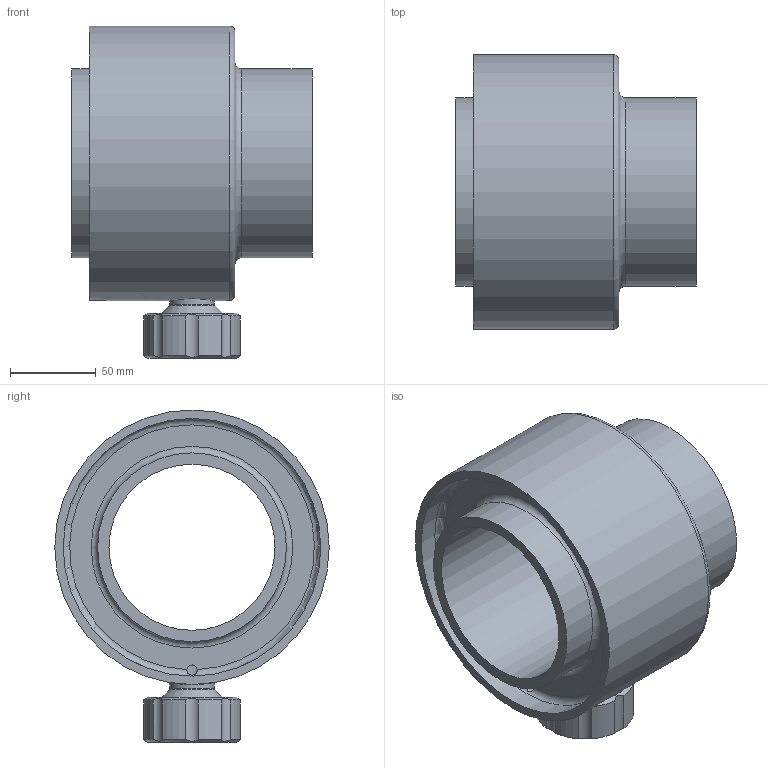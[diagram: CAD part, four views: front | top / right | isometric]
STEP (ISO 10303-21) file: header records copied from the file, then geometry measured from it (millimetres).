
FILE_DESCRIPTION(/* description */ ('STEP AP203'),/* implementation_level */ '2;1');
FILE_NAME(/* name */ 'AGRU_70196161237_Poly-Flo Measuring Fitting_with transition to single tube_PE 100-RC black_160_110 SDR33_17 (architecture400)',/* time_stamp */ '2022-10-26T14:16:49+02:00',/* author */ ('License CC BY-ND 4.0'),/* organization */ ('CADENAS'),/* preprocessor_version */ 'ST-DEVELOPER v18.102',/* originating_system */ 'PARTsolutions',/* authorisation */ ' ');
FILE_SCHEMA (('CONFIG_CONTROL_DESIGN'));
Length unit declared in the file: millimetre
Products named in the file (1): AGRU_70196161237_Poly-Flo Measuring Fitting_with transition to single
 tube_PE 100-RC black_160/110  SDR33/17 (architecture400)
Bounding box: 140 x 160 x 193.5 mm (x, y, z)
Volume: 1122983.8 mm3; surface area: 152530.5 mm2
Topology: 1 solids, 1 shells, 42 faces, 99 edges, 63 vertices
Faces by surface type: cylinder 25, plane 9, torus 5, cone 3
Full cylindrical faces by diameter (mm): 6 x1, 20 x1, 25.7 x1, 38.952 x1, 96.8 x1, 110 x2, 150.2 x1, 160 x1
Entity records: 1203 total; most frequent: CARTESIAN_POINT 311, DIRECTION 182, ORIENTED_EDGE 150, AXIS2_PLACEMENT_3D 83, EDGE_CURVE 75, EDGE_LOOP 68, FACE_BOUND 68, VERTEX_POINT 57
